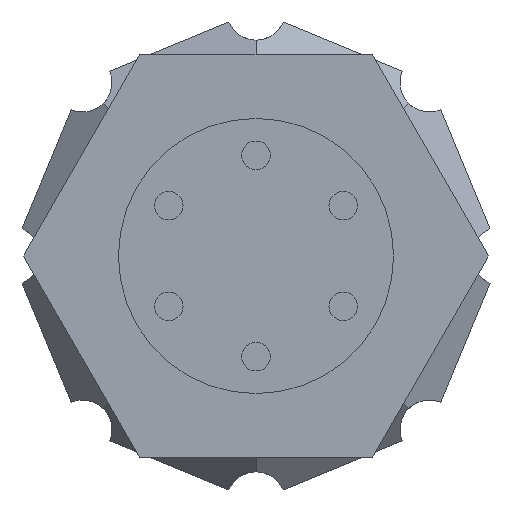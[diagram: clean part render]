
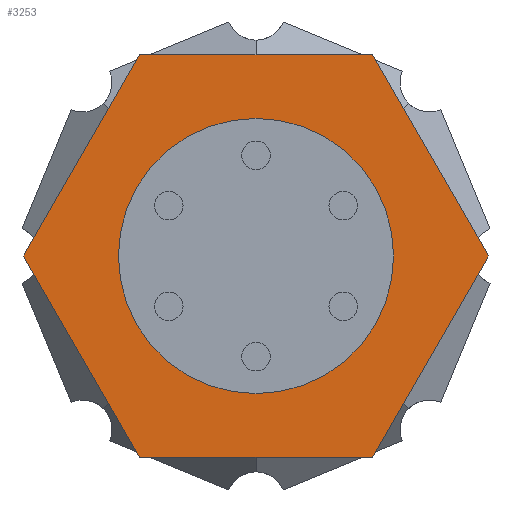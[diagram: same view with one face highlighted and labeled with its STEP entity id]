
A CAD part, front view. The second image highlights one B-rep face of the part: STEP entity #3253.
In plain terms, the highlighted planar face has unit normal (0, -1, 0).
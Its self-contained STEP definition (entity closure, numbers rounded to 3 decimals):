
#4 = VECTOR ( 'NONE', #520, 1000. ) ;
#6 = DIRECTION ( 'NONE',  ( 0., -1., 0. ) ) ;
#43 = ORIENTED_EDGE ( 'NONE', *, *, #3633, .T. ) ;
#57 = DIRECTION ( 'NONE',  ( 0., 0., -1. ) ) ;
#86 = VERTEX_POINT ( 'NONE', #2978 ) ;
#94 = DIRECTION ( 'NONE',  ( -1., 0., 0. ) ) ;
#155 = CIRCLE ( 'NONE', #3165, 8.2 ) ;
#185 = CARTESIAN_POINT ( 'NONE',  ( -6.928, -12., -12. ) ) ;
#211 = DIRECTION ( 'NONE',  ( 0., -1., 0. ) ) ;
#229 = CARTESIAN_POINT ( 'NONE',  ( 0., -12., 0. ) ) ;
#241 = CARTESIAN_POINT ( 'NONE',  ( -13.856, -12., 0. ) ) ;
#438 = ORIENTED_EDGE ( 'NONE', *, *, #831, .T. ) ;
#511 = LINE ( 'NONE', #2252, #3527 ) ;
#515 = EDGE_CURVE ( 'NONE', #1071, #1077, #1697, .T. ) ;
#520 = DIRECTION ( 'NONE',  ( 1., 0., 0. ) ) ;
#531 = DIRECTION ( 'NONE',  ( 0.5, 0., 0.866 ) ) ;
#568 = LINE ( 'NONE', #1951, #1255 ) ;
#613 = CARTESIAN_POINT ( 'NONE',  ( 6.928, -12., -12. ) ) ;
#648 = VERTEX_POINT ( 'NONE', #1979 ) ;
#824 = CARTESIAN_POINT ( 'NONE',  ( 0., -12., 0. ) ) ;
#831 = EDGE_CURVE ( 'NONE', #1130, #86, #2344, .T. ) ;
#840 = ORIENTED_EDGE ( 'NONE', *, *, #515, .F. ) ;
#857 = EDGE_LOOP ( 'NONE', ( #3265, #840 ) ) ;
#910 = FACE_OUTER_BOUND ( 'NONE', #3535, .T. ) ;
#920 = CARTESIAN_POINT ( 'NONE',  ( 6.928, -12., 12. ) ) ;
#998 = ORIENTED_EDGE ( 'NONE', *, *, #2496, .T. ) ;
#1071 = VERTEX_POINT ( 'NONE', #1870 ) ;
#1077 = VERTEX_POINT ( 'NONE', #1880 ) ;
#1130 = VERTEX_POINT ( 'NONE', #920 ) ;
#1138 = VERTEX_POINT ( 'NONE', #241 ) ;
#1162 = DIRECTION ( 'NONE',  ( 0., 0., -1. ) ) ;
#1172 = VERTEX_POINT ( 'NONE', #2205 ) ;
#1191 = VERTEX_POINT ( 'NONE', #613 ) ;
#1255 = VECTOR ( 'NONE', #2210, 1000. ) ;
#1409 = ORIENTED_EDGE ( 'NONE', *, *, #3363, .T. ) ;
#1415 = DIRECTION ( 'NONE',  ( -0.5, 0., 0.866 ) ) ;
#1509 = LINE ( 'NONE', #3100, #2198 ) ;
#1697 = CIRCLE ( 'NONE', #3225, 8.2 ) ;
#1766 = ORIENTED_EDGE ( 'NONE', *, *, #2616, .T. ) ;
#1827 = LINE ( 'NONE', #185, #4 ) ;
#1831 = FACE_BOUND ( 'NONE', #857, .T. ) ;
#1870 = CARTESIAN_POINT ( 'NONE',  ( 0., -12., 8.2 ) ) ;
#1880 = CARTESIAN_POINT ( 'NONE',  ( 0., -12., -8.2 ) ) ;
#1951 = CARTESIAN_POINT ( 'NONE',  ( -6.928, -12., 12. ) ) ;
#1979 = CARTESIAN_POINT ( 'NONE',  ( 13.856, -12., 0. ) ) ;
#2074 = CARTESIAN_POINT ( 'NONE',  ( 6.928, -12., 12. ) ) ;
#2181 = EDGE_CURVE ( 'NONE', #1077, #1071, #155, .T. ) ;
#2198 = VECTOR ( 'NONE', #1415, 1000. ) ;
#2205 = CARTESIAN_POINT ( 'NONE',  ( -6.928, -12., -12. ) ) ;
#2210 = DIRECTION ( 'NONE',  ( -0.5, 0., -0.866 ) ) ;
#2252 = CARTESIAN_POINT ( 'NONE',  ( -13.856, -12., 0. ) ) ;
#2263 = DIRECTION ( 'NONE',  ( 0., 0., -1. ) ) ;
#2344 = LINE ( 'NONE', #2074, #3285 ) ;
#2496 = EDGE_CURVE ( 'NONE', #86, #1138, #568, .T. ) ;
#2616 = EDGE_CURVE ( 'NONE', #1138, #1172, #511, .T. ) ;
#2660 = VECTOR ( 'NONE', #531, 1000. ) ;
#2901 = ORIENTED_EDGE ( 'NONE', *, *, #3046, .T. ) ;
#2905 = DIRECTION ( 'NONE',  ( 0., -1., 0. ) ) ;
#2978 = CARTESIAN_POINT ( 'NONE',  ( -6.928, -12., 12. ) ) ;
#3046 = EDGE_CURVE ( 'NONE', #1191, #648, #3354, .T. ) ;
#3058 = DIRECTION ( 'NONE',  ( 0.5, 0., -0.866 ) ) ;
#3100 = CARTESIAN_POINT ( 'NONE',  ( 13.856, -12., 0. ) ) ;
#3165 = AXIS2_PLACEMENT_3D ( 'NONE', #824, #2905, #1162 ) ;
#3209 = AXIS2_PLACEMENT_3D ( 'NONE', #3568, #6, #2263 ) ;
#3225 = AXIS2_PLACEMENT_3D ( 'NONE', #229, #211, #57 ) ;
#3253 = ADVANCED_FACE ( 'NONE', ( #1831, #910 ), #3313, .T. ) ;
#3265 = ORIENTED_EDGE ( 'NONE', *, *, #2181, .F. ) ;
#3285 = VECTOR ( 'NONE', #94, 1000. ) ;
#3313 = PLANE ( 'NONE',  #3209 ) ;
#3354 = LINE ( 'NONE', #3446, #2660 ) ;
#3363 = EDGE_CURVE ( 'NONE', #648, #1130, #1509, .T. ) ;
#3446 = CARTESIAN_POINT ( 'NONE',  ( 6.928, -12., -12. ) ) ;
#3527 = VECTOR ( 'NONE', #3058, 1000. ) ;
#3535 = EDGE_LOOP ( 'NONE', ( #438, #998, #1766, #43, #2901, #1409 ) ) ;
#3568 = CARTESIAN_POINT ( 'NONE',  ( 0., -12., 0. ) ) ;
#3633 = EDGE_CURVE ( 'NONE', #1172, #1191, #1827, .T. ) ;
